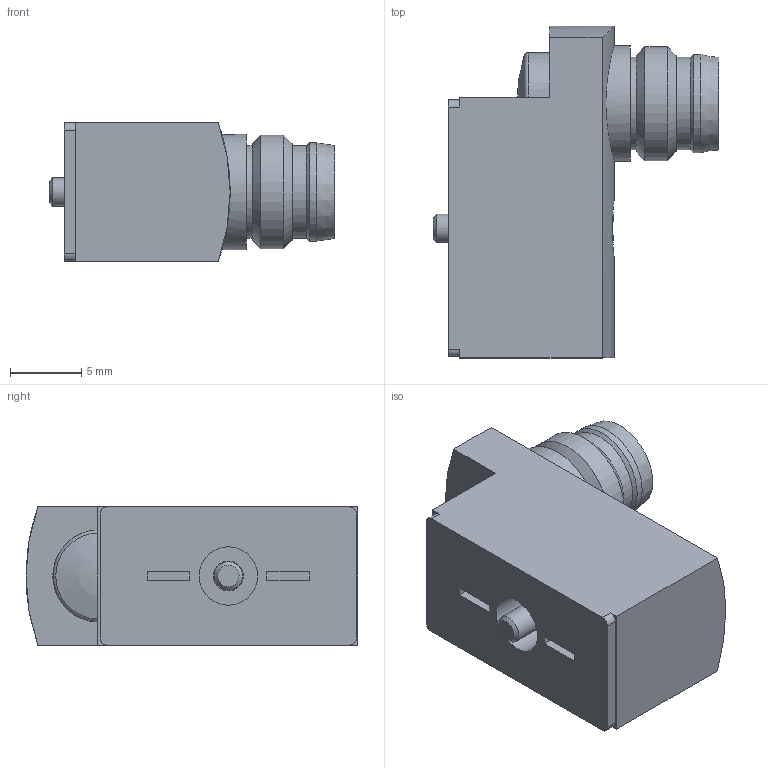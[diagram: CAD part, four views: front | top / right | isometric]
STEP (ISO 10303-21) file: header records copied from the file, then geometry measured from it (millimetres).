
FILE_DESCRIPTION(/* description */ ('STEP AP214'),/* implementation_level */ '2;1');
FILE_NAME(/* name */ '571686_VAVE-C8-1R8',/* time_stamp */ '2024-09-16T10:14:04+02:00',/* author */ ('License CC BY-ND 4.0'),/* organization */ ('CADENAS'),/* preprocessor_version */ 'ST-DEVELOPER v19.3',/* originating_system */ 'PARTsolutions',/* authorisation */ ' ');
FILE_SCHEMA (('AUTOMOTIVE_DESIGN {1 0 10303 214 3 1 1}'));
Length unit declared in the file: millimetre
Products named in the file (1): 571686 VAVE-C8-1R8
Bounding box: 20.05 x 23.3 x 9.7 mm (x, y, z)
Volume: 2392.8 mm3; surface area: 1615.9 mm2
Topology: 1 solids, 1 shells, 76 faces, 178 edges, 115 vertices
Faces by surface type: plane 43, cylinder 20, cone 6, sphere 4, torus 3
Full cylindrical faces by diameter (mm): 1 x3, 2 x1, 2.1 x1, 4 x1, 4.1 x1, 5.8 x1, 6.5 x2, 6.9 x1, 8 x1, 8.1 x1
Entity records: 2060 total; most frequent: CARTESIAN_POINT 367, DIRECTION 358, ORIENTED_EDGE 298, EDGE_CURVE 149, AXIS2_PLACEMENT_3D 137, EDGE_LOOP 111, FACE_BOUND 111, VERTEX_POINT 110
